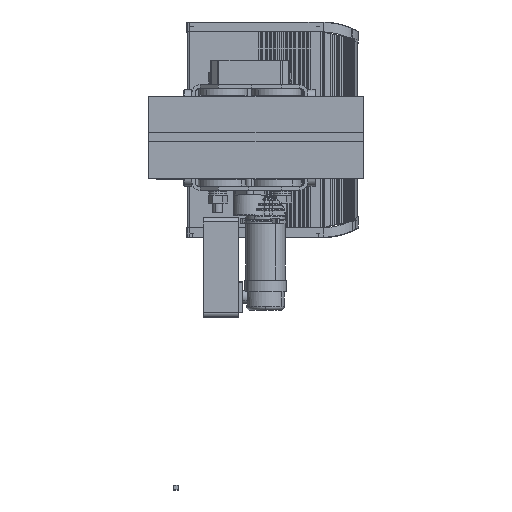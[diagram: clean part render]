
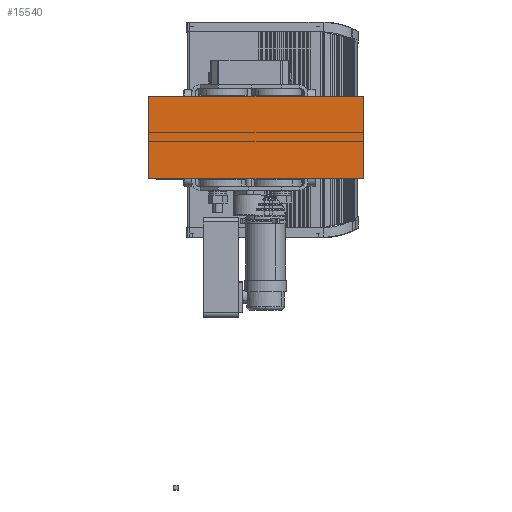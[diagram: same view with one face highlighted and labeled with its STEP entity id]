
A CAD part, top view. The second image highlights one B-rep face of the part: STEP entity #15540.
In plain terms, the highlighted planar face has unit normal (0, 0, 1).
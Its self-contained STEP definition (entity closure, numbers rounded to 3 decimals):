
#14861=EDGE_CURVE('',#32209,#24420,#32210,.T.);
#15540=ADVANCED_FACE('',(#33132),#33133,.T.);
#24420=VERTEX_POINT('',#48949);
#32209=VERTEX_POINT('',#62597);
#32210=LINE('',#62598,#62599);
#33132=FACE_OUTER_BOUND('',#64430,.T.);
#33133=PLANE('',#64431);
#48949=CARTESIAN_POINT('',(260.0,-100.,266.67));
#62597=CARTESIAN_POINT('',(260.0,100.0,266.67));
#62598=CARTESIAN_POINT('',(260.0,100.0,266.67));
#62599=VECTOR('',#96430,1.0);
#64430=EDGE_LOOP('',(#98001,#98002,#98003,#98004));
#64431=AXIS2_PLACEMENT_3D('',#98005,#98006,#98007);
#96430=DIRECTION('',(0.0,-1.0,0.0));
#98001=ORIENTED_EDGE('',*,*,#111097,.T.);
#98002=ORIENTED_EDGE('',*,*,#110428,.F.);
#98003=ORIENTED_EDGE('',*,*,#14861,.F.);
#98004=ORIENTED_EDGE('',*,*,#110528,.T.);
#98005=CARTESIAN_POINT('',(260.0,0.,266.67));
#98006=DIRECTION('',(0.0,0.0,1.0));
#98007=DIRECTION('',(-0.0,1.0,-0.0));
#110428=EDGE_CURVE('',#24420,#116958,#116962,.T.);
#110528=EDGE_CURVE('',#32209,#117106,#117108,.T.);
#111097=EDGE_CURVE('',#117106,#116958,#117966,.T.);
#116958=VERTEX_POINT('',#125732);
#116962=LINE('',#125738,#125739);
#117106=VERTEX_POINT('',#126031);
#117108=LINE('',#126034,#126035);
#117966=LINE('',#127667,#127668);
#125732=CARTESIAN_POINT('',(-260.0,-100.,266.67));
#125738=CARTESIAN_POINT('',(260.0,-100.,266.67));
#125739=VECTOR('',#138406,1.0);
#126031=CARTESIAN_POINT('',(-260.0,100.0,266.67));
#126034=CARTESIAN_POINT('',(260.0,100.0,266.67));
#126035=VECTOR('',#138511,1.0);
#127667=CARTESIAN_POINT('',(-260.0,100.0,266.67));
#127668=VECTOR('',#139110,1.0);
#138406=DIRECTION('',(-1.0,0.0,0.0));
#138511=DIRECTION('',(-1.0,0.0,0.0));
#139110=DIRECTION('',(0.0,-1.0,0.0));
